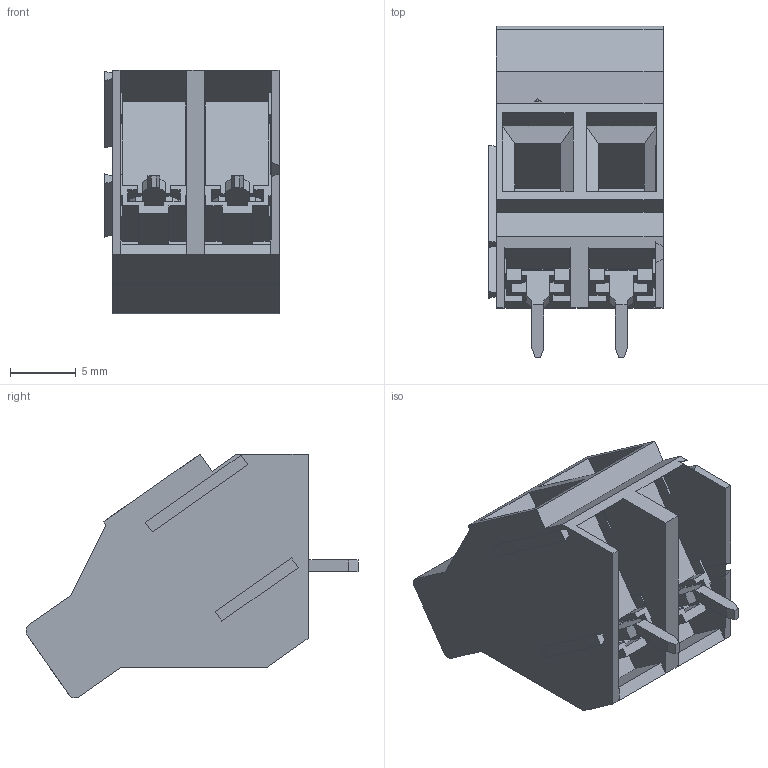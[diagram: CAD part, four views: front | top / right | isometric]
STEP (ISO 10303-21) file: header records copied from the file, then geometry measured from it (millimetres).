
FILE_DESCRIPTION (( 'STEP AP214' ), '1' );
FILE_NAME ('DG636S-6.35-02P-14-00AH.STEP', '2021-01-17T00:10:52', ( '' ), ( '' ), 'SwSTEP 2.0', 'SolidWorks 2020', '' );
FILE_SCHEMA (( 'AUTOMOTIVE_DESIGN' ));
Length unit declared in the file: millimetre
Products named in the file (1): DG636S-6.35-02P-14-00AH
Bounding box: 13.25 x 25.25 x 18.55 mm (x, y, z)
Volume: 2170.6 mm3; surface area: 2652.6 mm2
Topology: 1 solids, 1 shells, 588 faces, 1585 edges, 1040 vertices
Faces by surface type: plane 352, bspline 207, cylinder 15, torus 14
Entity records: 32478 total; most frequent: CARTESIAN_POINT 14641, ORIENTED_EDGE 3170, DIRECTION 1985, EDGE_CURVE 1585, LINE 1105, VECTOR 1105, VERTEX_POINT 1040, EDGE_LOOP 629
